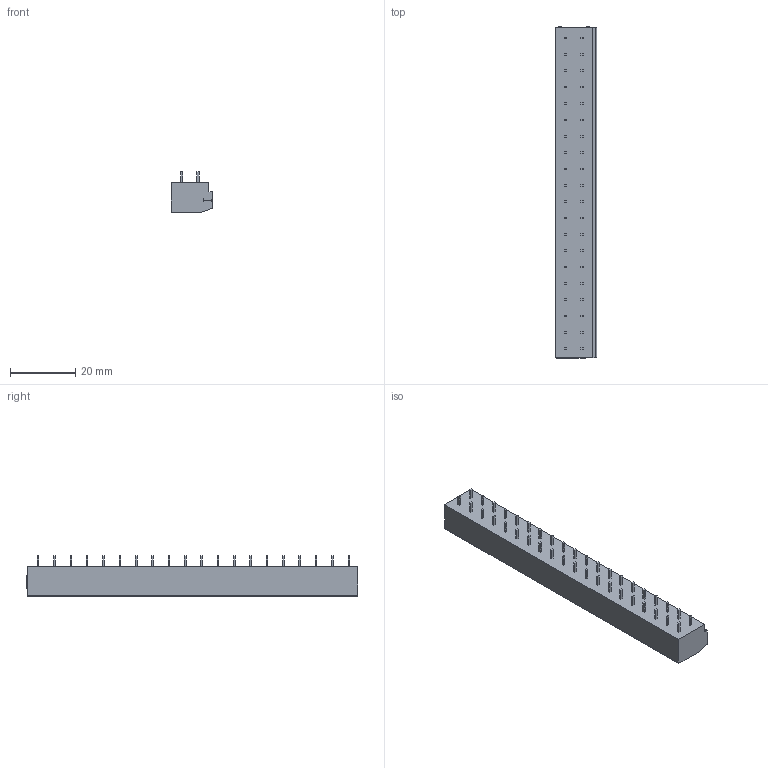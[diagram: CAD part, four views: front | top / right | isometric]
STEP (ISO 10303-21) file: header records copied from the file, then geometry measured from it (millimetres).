
FILE_DESCRIPTION((''),'2;1');
FILE_NAME('TLM-202R','2024-09-30T14:58:17',('tluser'),(''),'CREO PARAMETRIC BY PTC INC, 2018100','CREO PARAMETRIC BY PTC INC, 2018100','');
FILE_SCHEMA(('CONFIG_CONTROL_DESIGN'));
Length unit declared in the file: millimetre
Products named in the file (1): TLM-202R
Bounding box: 12.6 x 101.5 x 12.4 mm (x, y, z)
Volume: 10252.2 mm3; surface area: 5775.7 mm2
Topology: 1 solids, 1 shells, 662 faces, 1574 edges, 996 vertices
Faces by surface type: plane 579, cylinder 43, cone 40
Entity records: 18962 total; most frequent: CARTESIAN_POINT 3792, ORIENTED_EDGE 3148, DIRECTION 2904, EDGE_CURVE 1574, VECTOR 1328, LINE 1328, VERTEX_POINT 996, AXIS2_PLACEMENT_3D 788
